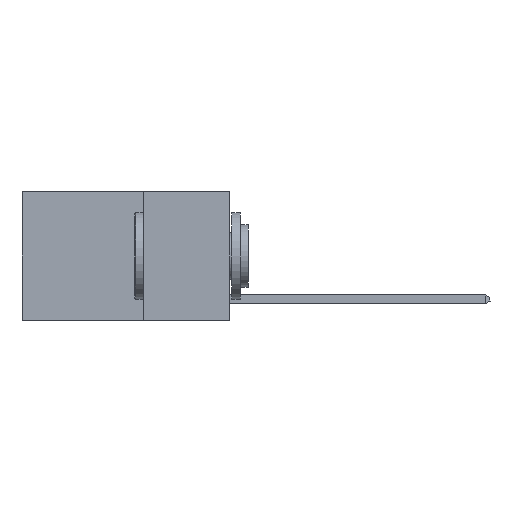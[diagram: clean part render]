
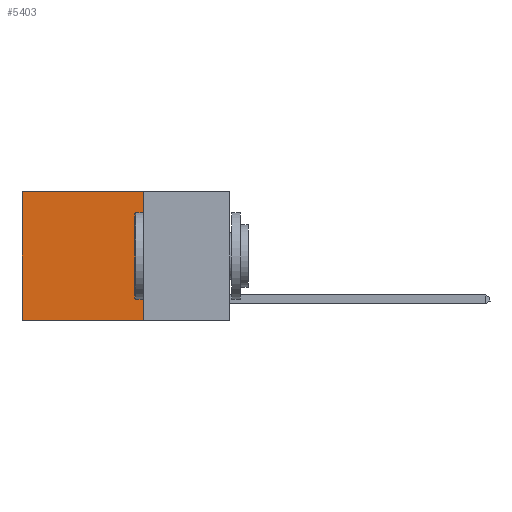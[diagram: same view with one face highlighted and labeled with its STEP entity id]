
A CAD part, left-side view. The second image highlights one B-rep face of the part: STEP entity #5403.
In plain terms, the highlighted planar face has unit normal (-1, 0, 0).
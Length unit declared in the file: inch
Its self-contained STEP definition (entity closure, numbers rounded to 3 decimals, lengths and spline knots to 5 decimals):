
#1739 = EDGE_CURVE ( 'NONE', #20696, #16320, #5515, .T. ) ;
#1775 = CARTESIAN_POINT ( 'NONE',  ( 0.2625, 0.25, 0. ) ) ;
#2365 = ORIENTED_EDGE ( 'NONE', *, *, #1739, .F. ) ;
#3324 = DIRECTION ( 'NONE',  ( 0., 1., 0. ) ) ;
#3425 = VERTEX_POINT ( 'NONE', #8554 ) ;
#4413 = CARTESIAN_POINT ( 'NONE',  ( 0.2625, 0.25, 0. ) ) ;
#5359 = LINE ( 'NONE', #7371, #17263 ) ;
#5403 = ADVANCED_FACE ( 'NONE', ( #16338 ), #14047, .F. ) ;
#5515 = LINE ( 'NONE', #20561, #9341 ) ;
#6071 = DIRECTION ( 'NONE',  ( 0., 0., -1. ) ) ;
#6790 = ORIENTED_EDGE ( 'NONE', *, *, #7617, .T. ) ;
#7371 = CARTESIAN_POINT ( 'NONE',  ( 0.2625, 0.25, 0. ) ) ;
#7617 = EDGE_CURVE ( 'NONE', #20696, #3425, #5359, .T. ) ;
#7769 = CARTESIAN_POINT ( 'NONE',  ( 0.2625, 0.6, 0. ) ) ;
#8554 = CARTESIAN_POINT ( 'NONE',  ( 0.2625, 0.6, 0. ) ) ;
#9007 = DIRECTION ( 'NONE',  ( 0., 1., 0. ) ) ;
#9341 = VECTOR ( 'NONE', #18944, 39.37008 ) ;
#9420 = DIRECTION ( 'NONE',  ( 0., 0., -1. ) ) ;
#9979 = CARTESIAN_POINT ( 'NONE',  ( 0.2625, 0.25, -0.37 ) ) ;
#10039 = ORIENTED_EDGE ( 'NONE', *, *, #16077, .T. ) ;
#10067 = VECTOR ( 'NONE', #9420, 39.37008 ) ;
#10888 = VERTEX_POINT ( 'NONE', #20039 ) ;
#12734 = LINE ( 'NONE', #14687, #17045 ) ;
#12929 = EDGE_LOOP ( 'NONE', ( #10039, #15318, #2365, #6790 ) ) ;
#14047 = PLANE ( 'NONE',  #14643 ) ;
#14643 = AXIS2_PLACEMENT_3D ( 'NONE', #4413, #15738, #6071 ) ;
#14687 = CARTESIAN_POINT ( 'NONE',  ( 0.2625, 0.25, -0.37 ) ) ;
#15318 = ORIENTED_EDGE ( 'NONE', *, *, #18063, .F. ) ;
#15738 = DIRECTION ( 'NONE',  ( 1., 0., 0. ) ) ;
#16077 = EDGE_CURVE ( 'NONE', #3425, #10888, #18625, .T. ) ;
#16320 = VERTEX_POINT ( 'NONE', #9979 ) ;
#16338 = FACE_OUTER_BOUND ( 'NONE', #12929, .T. ) ;
#17045 = VECTOR ( 'NONE', #3324, 39.37008 ) ;
#17263 = VECTOR ( 'NONE', #9007, 39.37008 ) ;
#18063 = EDGE_CURVE ( 'NONE', #16320, #10888, #12734, .T. ) ;
#18625 = LINE ( 'NONE', #7769, #10067 ) ;
#18944 = DIRECTION ( 'NONE',  ( 0., 0., -1. ) ) ;
#20039 = CARTESIAN_POINT ( 'NONE',  ( 0.2625, 0.6, -0.37 ) ) ;
#20561 = CARTESIAN_POINT ( 'NONE',  ( 0.2625, 0.25, 0. ) ) ;
#20696 = VERTEX_POINT ( 'NONE', #1775 ) ;
